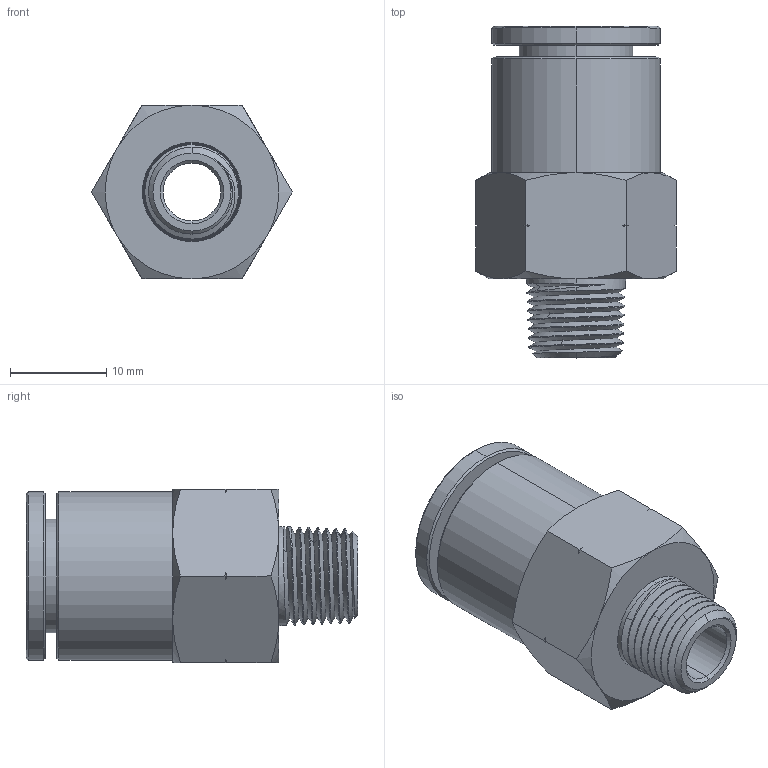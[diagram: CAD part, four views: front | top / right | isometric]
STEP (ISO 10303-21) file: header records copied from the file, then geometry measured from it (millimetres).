
FILE_DESCRIPTION (( 'STEP AP203' ), '1' );
FILE_NAME ('MCS3-8N1-8W.STEP', '2016-10-20T18:13:14', ( '' ), ( '' ), 'SwSTEP 2.0', 'SolidWorks 2016', '' );
FILE_SCHEMA (( 'CONFIG_CONTROL_DESIGN' ));
Length unit declared in the file: millimetre
Products named in the file (1): MCS3-8N1-8W
Bounding box: 20.78 x 34.4 x 18 mm (x, y, z)
Volume: 4697 mm3; surface area: 6604.3 mm2
Topology: 6 solids, 6 shells, 424 faces, 1171 edges, 765 vertices
Faces by surface type: cone 163, plane 142, cylinder 62, bspline 57
Entity records: 45275 total; most frequent: CARTESIAN_POINT 35279, ORIENTED_EDGE 2342, DIRECTION 1745, EDGE_CURVE 1171, VERTEX_POINT 765, AXIS2_PLACEMENT_3D 717, B_SPLINE_CURVE_WITH_KNOTS 511, EDGE_LOOP 442
